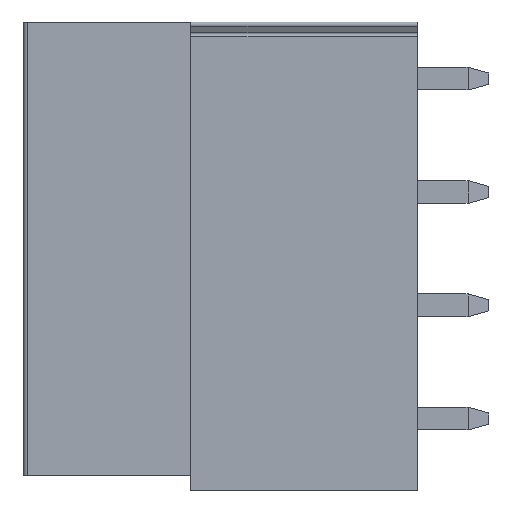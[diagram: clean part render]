
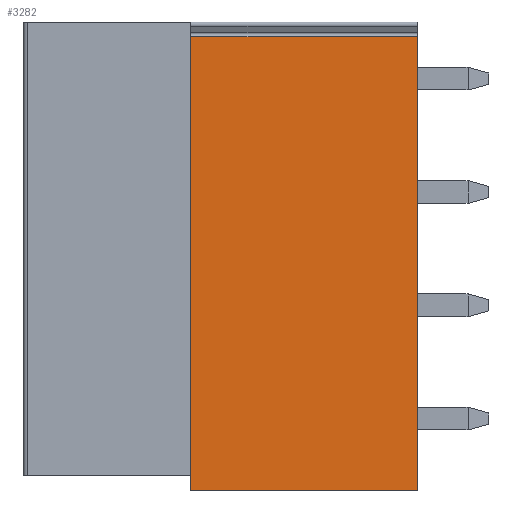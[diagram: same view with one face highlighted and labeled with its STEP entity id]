
A CAD part, left-side view. The second image highlights one B-rep face of the part: STEP entity #3282.
In plain terms, the highlighted planar face has unit normal (-1, 0, 0).
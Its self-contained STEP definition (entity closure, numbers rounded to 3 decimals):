
#513=DIRECTION('',(0.,1.,0.));
#514=VECTOR('',#513,10.);
#515=CARTESIAN_POINT('',(-5.6,-8.7,-18.15));
#516=LINE('',#515,#514);
#517=DIRECTION('',(0.,0.,1.));
#518=VECTOR('',#517,20.);
#519=CARTESIAN_POINT('',(-5.6,1.3,-18.15));
#520=LINE('',#519,#518);
#521=DIRECTION('',(0.,-1.,0.));
#522=VECTOR('',#521,10.);
#523=CARTESIAN_POINT('',(-5.6,1.3,1.85));
#524=LINE('',#523,#522);
#525=DIRECTION('',(0.,0.,-1.));
#526=VECTOR('',#525,20.);
#527=CARTESIAN_POINT('',(-5.6,-8.7,1.85));
#528=LINE('',#527,#526);
#2133=CARTESIAN_POINT('',(-5.6,1.3,1.85));
#2134=VERTEX_POINT('',#2133);
#2135=CARTESIAN_POINT('',(-5.6,-8.7,1.85));
#2136=VERTEX_POINT('',#2135);
#2159=CARTESIAN_POINT('',(-5.6,-8.7,-18.15));
#2160=VERTEX_POINT('',#2159);
#2191=CARTESIAN_POINT('',(-5.6,1.3,-18.15));
#2192=VERTEX_POINT('',#2191);
#3270=CARTESIAN_POINT('',(-5.6,1.3,-17.5));
#3271=DIRECTION('',(-1.,0.,0.));
#3272=DIRECTION('',(0.,-1.,0.));
#3273=AXIS2_PLACEMENT_3D('',#3270,#3271,#3272);
#3274=PLANE('',#3273);
#3275=ORIENTED_EDGE('',*,*,#3264,.T.);
#3276=ORIENTED_EDGE('',*,*,#2755,.T.);
#3278=ORIENTED_EDGE('',*,*,#3277,.T.);
#3279=ORIENTED_EDGE('',*,*,#3089,.T.);
#3280=EDGE_LOOP('',(#3275,#3276,#3278,#3279));
#3281=FACE_OUTER_BOUND('',#3280,.F.);
#2755=EDGE_CURVE('',#2192,#2134,#520,.T.);
#3089=EDGE_CURVE('',#2136,#2160,#528,.T.);
#3264=EDGE_CURVE('',#2160,#2192,#516,.T.);
#3277=EDGE_CURVE('',#2134,#2136,#524,.T.);
#3282=ADVANCED_FACE('',(#3281),#3274,.T.);
